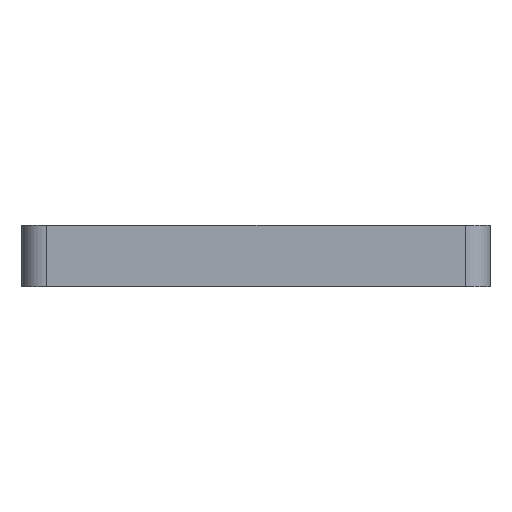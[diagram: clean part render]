
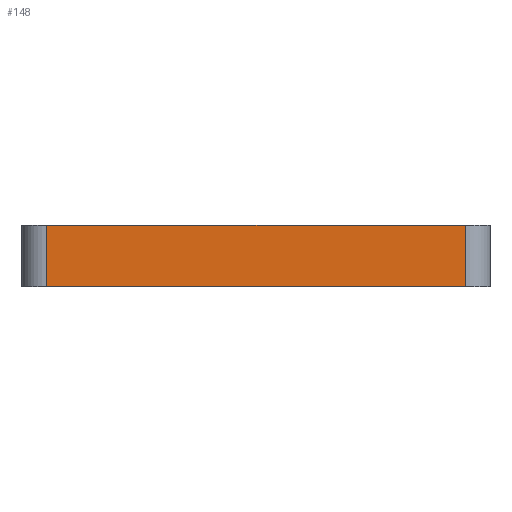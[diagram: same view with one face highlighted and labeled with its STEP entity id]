
A CAD part, front view. The second image highlights one B-rep face of the part: STEP entity #148.
In plain terms, the highlighted planar face has unit normal (0, -1, 0).
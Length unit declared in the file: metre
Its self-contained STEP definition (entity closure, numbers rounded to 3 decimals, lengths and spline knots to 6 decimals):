
#148 = ADVANCED_FACE( '', ( #338 ), #339, .F. );
#338 = FACE_OUTER_BOUND( '', #578, .T. );
#339 = PLANE( '', #579 );
#578 = EDGE_LOOP( '', ( #963, #964, #965, #966 ) );
#579 = AXIS2_PLACEMENT_3D( '', #967, #968, #969 );
#963 = ORIENTED_EDGE( '', *, *, #1475, .F. );
#964 = ORIENTED_EDGE( '', *, *, #1476, .T. );
#965 = ORIENTED_EDGE( '', *, *, #1448, .T. );
#966 = ORIENTED_EDGE( '', *, *, #1477, .T. );
#967 = CARTESIAN_POINT( '', ( 0., -0.01, 0.005 ) );
#968 = DIRECTION( '', ( 0., 1., 0. ) );
#969 = DIRECTION( '', ( 0., 0., 1. ) );
#1448 = EDGE_CURVE( '', #1752, #1750, #1753, .T. );
#1475 = EDGE_CURVE( '', #1791, #1792, #1793, .T. );
#1476 = EDGE_CURVE( '', #1791, #1752, #1794, .T. );
#1477 = EDGE_CURVE( '', #1750, #1792, #1795, .F. );
#1750 = VERTEX_POINT( '', #2181 );
#1752 = VERTEX_POINT( '', #2183 );
#1753 = LINE( '', #2184, #2185 );
#1791 = VERTEX_POINT( '', #2237 );
#1792 = VERTEX_POINT( '', #2238 );
#1793 = LINE( '', #2239, #2240 );
#1794 = LINE( '', #2241, #2242 );
#1795 = LINE( '', #2243, #2244 );
#2181 = CARTESIAN_POINT( '', ( 0.017, -0.01, 0. ) );
#2183 = CARTESIAN_POINT( '', ( -0.017, -0.01, 0. ) );
#2184 = CARTESIAN_POINT( '', ( 0., -0.01, 0. ) );
#2185 = VECTOR( '', #2568, 1. );
#2237 = CARTESIAN_POINT( '', ( -0.017, -0.01, 0.005 ) );
#2238 = CARTESIAN_POINT( '', ( 0.017, -0.01, 0.005 ) );
#2239 = CARTESIAN_POINT( '', ( 0., -0.01, 0.005 ) );
#2240 = VECTOR( '', #2595, 1. );
#2241 = CARTESIAN_POINT( '', ( -0.017, -0.01, 0.005 ) );
#2242 = VECTOR( '', #2596, 1. );
#2243 = CARTESIAN_POINT( '', ( 0.017, -0.01, 0.005 ) );
#2244 = VECTOR( '', #2597, 1. );
#2568 = DIRECTION( '', ( 1., 0., 0. ) );
#2595 = DIRECTION( '', ( 1., 0., 0. ) );
#2596 = DIRECTION( '', ( 0., 0., -1. ) );
#2597 = DIRECTION( '', ( 0., 0., -1. ) );
